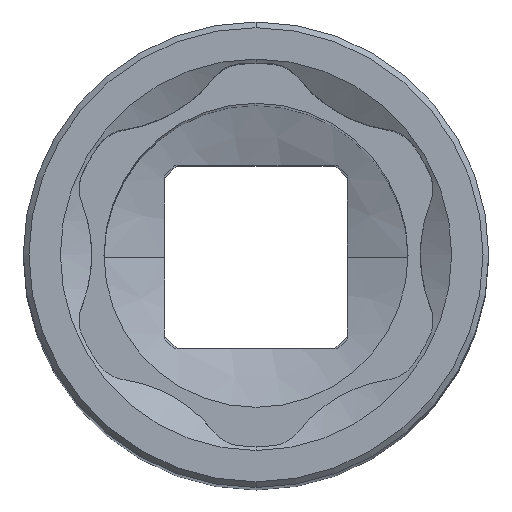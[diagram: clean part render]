
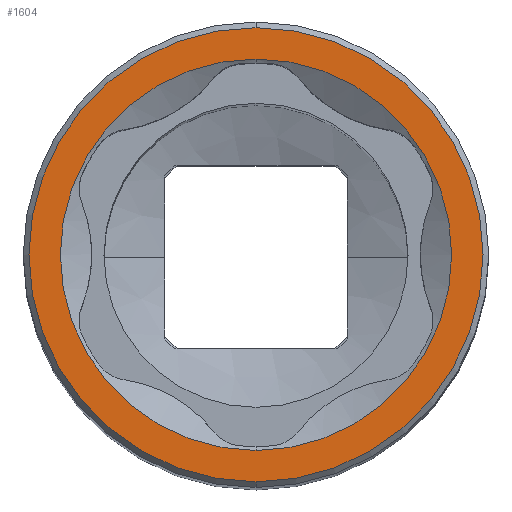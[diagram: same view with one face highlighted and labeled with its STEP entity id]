
A CAD part, top view. The second image highlights one B-rep face of the part: STEP entity #1604.
In plain terms, the highlighted planar face has unit normal (0, 0, 1).
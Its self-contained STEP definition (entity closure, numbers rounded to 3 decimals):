
#278=CARTESIAN_POINT('',(0.,0.,90.));
#279=DIRECTION('',(0.,0.,-1.));
#280=DIRECTION('',(0.,1.,0.));
#281=AXIS2_PLACEMENT_3D('',#278,#279,#280);
#283=CARTESIAN_POINT('',(0.,0.,90.));
#284=DIRECTION('',(0.,0.,-1.));
#285=DIRECTION('',(0.,-1.,0.));
#286=AXIS2_PLACEMENT_3D('',#283,#284,#285);
#288=CARTESIAN_POINT('',(0.,0.,90.));
#289=DIRECTION('',(0.,0.,1.));
#290=DIRECTION('',(0.,-1.,0.));
#291=AXIS2_PLACEMENT_3D('',#288,#289,#290);
#293=CARTESIAN_POINT('',(0.,0.,90.));
#294=DIRECTION('',(0.,0.,1.));
#295=DIRECTION('',(0.,1.,0.));
#296=AXIS2_PLACEMENT_3D('',#293,#294,#295);
#1215=CARTESIAN_POINT('',(0.,10.3,90.));
#1216=CARTESIAN_POINT('',(0.,-10.3,90.));
#1217=VERTEX_POINT('',#1215);
#1218=VERTEX_POINT('',#1216);
#1223=CARTESIAN_POINT('',(0.,-11.95,90.));
#1224=CARTESIAN_POINT('',(0.,11.95,90.));
#1225=VERTEX_POINT('',#1223);
#1226=VERTEX_POINT('',#1224);
#1588=CARTESIAN_POINT('',(0.,0.,90.));
#1589=DIRECTION('',(0.,0.,1.));
#1590=DIRECTION('',(0.,1.,0.));
#1591=AXIS2_PLACEMENT_3D('',#1588,#1589,#1590);
#1592=PLANE('',#1591);
#1593=ORIENTED_EDGE('',*,*,#1578,.F.);
#1595=ORIENTED_EDGE('',*,*,#1594,.F.);
#1596=EDGE_LOOP('',(#1593,#1595));
#1597=FACE_OUTER_BOUND('',#1596,.F.);
#1599=ORIENTED_EDGE('',*,*,#1598,.F.);
#1601=ORIENTED_EDGE('',*,*,#1600,.F.);
#1602=EDGE_LOOP('',(#1599,#1601));
#1603=FACE_BOUND('',#1602,.F.);
#1604=ADVANCED_FACE('',(#1597,#1603),#1592,.T.);
#282=CIRCLE('',#281,10.3);
#287=CIRCLE('',#286,10.3);
#292=CIRCLE('',#291,11.95);
#297=CIRCLE('',#296,11.95);
#1578=EDGE_CURVE('',#1225,#1226,#292,.T.);
#1594=EDGE_CURVE('',#1226,#1225,#297,.T.);
#1598=EDGE_CURVE('',#1217,#1218,#282,.T.);
#1600=EDGE_CURVE('',#1218,#1217,#287,.T.);
